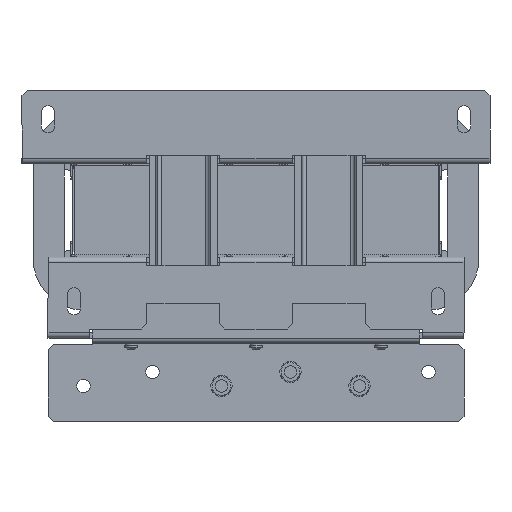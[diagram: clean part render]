
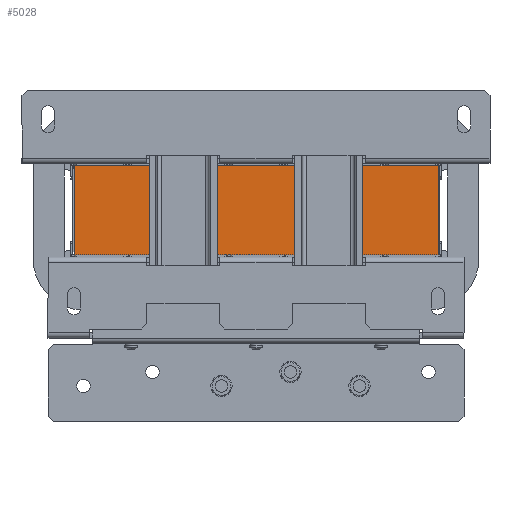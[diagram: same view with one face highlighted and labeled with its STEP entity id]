
A CAD part, front view. The second image highlights one B-rep face of the part: STEP entity #5028.
In plain terms, the highlighted planar face has unit normal (0, -1, 0).
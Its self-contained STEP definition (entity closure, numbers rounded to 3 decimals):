
#634 = EDGE_CURVE ( 'NONE', #16663, #16591, #11015, .T. ) ;
#639 = EDGE_CURVE ( 'NONE', #16658, #34215, #11022, .T. ) ;
#2694 = CARTESIAN_POINT ( 'NONE',  ( -175., -156., -43. ) ) ;
#2722 = DIRECTION ( 'NONE',  ( 1., 0., 0. ) ) ;
#2725 = DIRECTION ( 'NONE',  ( 1., 0., 0. ) ) ;
#2727 = CARTESIAN_POINT ( 'NONE',  ( -175., -156., 43. ) ) ;
#4681 = AXIS2_PLACEMENT_3D ( 'NONE', #31631, #31678, #31796 ) ;
#4927 = EDGE_CURVE ( 'NONE', #16591, #34215, #11888, .T. ) ;
#4934 = EDGE_CURVE ( 'NONE', #16663, #16658, #11898, .T. ) ;
#5028 = ADVANCED_FACE ( 'NONE', ( #12049 ), #31388, .F. ) ;
#11015 = LINE ( 'NONE', #2727, #11018 ) ;
#11018 = VECTOR ( 'NONE', #2722, 1000. ) ;
#11022 = LINE ( 'NONE', #2694, #11025 ) ;
#11025 = VECTOR ( 'NONE', #2725, 1000. ) ;
#11880 = VECTOR ( 'NONE', #27242, 1000. ) ;
#11888 = LINE ( 'NONE', #27243, #11880 ) ;
#11898 = LINE ( 'NONE', #27220, #11899 ) ;
#11899 = VECTOR ( 'NONE', #27219, 1000. ) ;
#12049 = FACE_OUTER_BOUND ( 'NONE', #32411, .T. ) ;
#16591 = VERTEX_POINT ( 'NONE', #25822 ) ;
#16658 = VERTEX_POINT ( 'NONE', #25877 ) ;
#16663 = VERTEX_POINT ( 'NONE', #25881 ) ;
#20708 = CARTESIAN_POINT ( 'NONE',  ( 175., -156., -43. ) ) ;
#22582 = ORIENTED_EDGE ( 'NONE', *, *, #4934, .T. ) ;
#22640 = ORIENTED_EDGE ( 'NONE', *, *, #639, .T. ) ;
#23220 = ORIENTED_EDGE ( 'NONE', *, *, #634, .F. ) ;
#23318 = ORIENTED_EDGE ( 'NONE', *, *, #4927, .F. ) ;
#25822 = CARTESIAN_POINT ( 'NONE',  ( 175., -156., 43. ) ) ;
#25877 = CARTESIAN_POINT ( 'NONE',  ( -175., -156., -43. ) ) ;
#25881 = CARTESIAN_POINT ( 'NONE',  ( -175., -156., 43. ) ) ;
#27219 = DIRECTION ( 'NONE',  ( 0., 0., -1. ) ) ;
#27220 = CARTESIAN_POINT ( 'NONE',  ( -175., -156., 43. ) ) ;
#27242 = DIRECTION ( 'NONE',  ( 0., 0., -1. ) ) ;
#27243 = CARTESIAN_POINT ( 'NONE',  ( 175., -156., 43. ) ) ;
#31388 = PLANE ( 'NONE',  #4681 ) ;
#31631 = CARTESIAN_POINT ( 'NONE',  ( -175., -156., 43. ) ) ;
#31678 = DIRECTION ( 'NONE',  ( 0., 1., 0. ) ) ;
#31796 = DIRECTION ( 'NONE',  ( 0., 0., 1. ) ) ;
#32411 = EDGE_LOOP ( 'NONE', ( #22640, #23318, #23220, #22582 ) ) ;
#34215 = VERTEX_POINT ( 'NONE', #20708 ) ;
